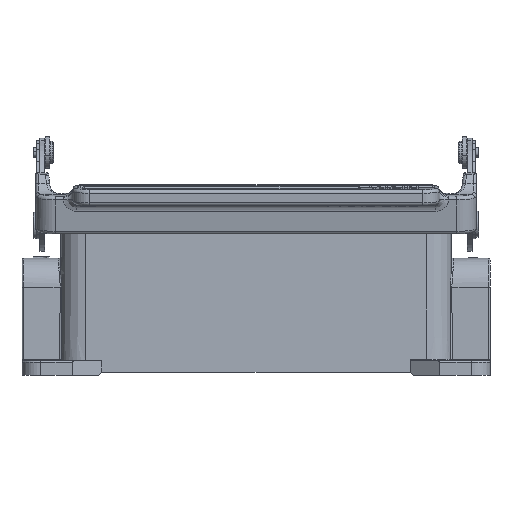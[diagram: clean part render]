
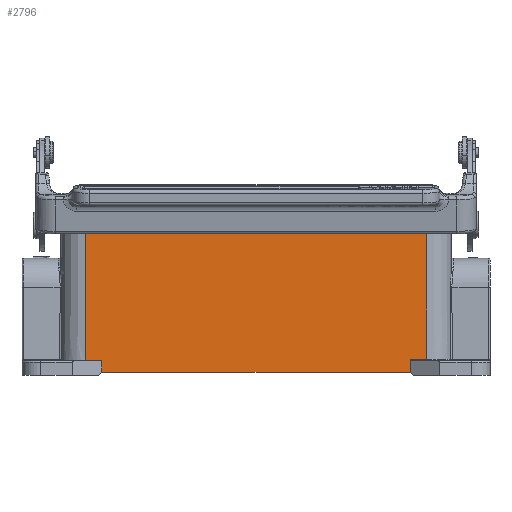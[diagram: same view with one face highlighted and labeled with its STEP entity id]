
A CAD part, left-side view. The second image highlights one B-rep face of the part: STEP entity #2796.
In plain terms, the highlighted planar face has unit normal (-1, 0, 0.009).
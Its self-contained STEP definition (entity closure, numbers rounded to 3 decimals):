
#2796=ADVANCED_FACE('',(#4716),#3969,.T.);
#3969=PLANE('',#25129);
#4716=FACE_OUTER_BOUND('',#6004,.T.);
#6004=EDGE_LOOP('',(#9866,#9867,#9868,#9869,#9870,#9871,#9872,#9873,#9874,
#9875,#9876,#9877));
#9866=ORIENTED_EDGE('',*,*,#18479,.T.);
#9867=ORIENTED_EDGE('',*,*,#18491,.T.);
#9868=ORIENTED_EDGE('',*,*,#18492,.T.);
#9869=ORIENTED_EDGE('',*,*,#18077,.T.);
#9870=ORIENTED_EDGE('',*,*,#18493,.F.);
#9871=ORIENTED_EDGE('',*,*,#18494,.T.);
#9872=ORIENTED_EDGE('',*,*,#18195,.T.);
#9873=ORIENTED_EDGE('',*,*,#18202,.F.);
#9874=ORIENTED_EDGE('',*,*,#18214,.F.);
#9875=ORIENTED_EDGE('',*,*,#18217,.T.);
#9876=ORIENTED_EDGE('',*,*,#18448,.T.);
#9877=ORIENTED_EDGE('',*,*,#18490,.T.);
#15573=VERTEX_POINT('',#33623);
#15574=VERTEX_POINT('',#33625);
#15651=VERTEX_POINT('',#34084);
#15652=VERTEX_POINT('',#34086);
#15656=VERTEX_POINT('',#34098);
#15663=VERTEX_POINT('',#34129);
#15665=VERTEX_POINT('',#34134);
#15818=VERTEX_POINT('',#34846);
#15834=VERTEX_POINT('',#35002);
#15835=VERTEX_POINT('',#35004);
#15840=VERTEX_POINT('',#35031);
#15841=VERTEX_POINT('',#35034);
#18077=EDGE_CURVE('',#15574,#15573,#21439,.T.);
#18195=EDGE_CURVE('',#15652,#15651,#21494,.T.);
#18202=EDGE_CURVE('',#15656,#15651,#21499,.T.);
#18214=EDGE_CURVE('',#15663,#15656,#21507,.T.);
#18217=EDGE_CURVE('',#15663,#15665,#21510,.T.);
#18448=EDGE_CURVE('',#15665,#15818,#21651,.T.);
#18479=EDGE_CURVE('',#15835,#15834,#21666,.T.);
#18490=EDGE_CURVE('',#15818,#15835,#21669,.T.);
#18491=EDGE_CURVE('',#15834,#15840,#21670,.T.);
#18492=EDGE_CURVE('',#15840,#15574,#21671,.T.);
#18493=EDGE_CURVE('',#15841,#15573,#21672,.T.);
#18494=EDGE_CURVE('',#15841,#15652,#21673,.T.);
#21439=LINE('',#33624,#23134);
#21494=LINE('',#34085,#23189);
#21499=LINE('',#34099,#23194);
#21507=LINE('',#34128,#23202);
#21510=LINE('',#34135,#23205);
#21651=LINE('',#34847,#23346);
#21666=LINE('',#35003,#23361);
#21669=LINE('',#35028,#23364);
#21670=LINE('',#35030,#23365);
#21671=LINE('',#35032,#23366);
#21672=LINE('',#35033,#23367);
#21673=LINE('',#35035,#23368);
#23134=VECTOR('',#27417,1.);
#23189=VECTOR('',#27632,1.);
#23194=VECTOR('',#27645,1.);
#23202=VECTOR('',#27671,1.);
#23205=VECTOR('',#27676,1.);
#23346=VECTOR('',#28059,1.);
#23361=VECTOR('',#28114,1.);
#23364=VECTOR('',#28143,1.);
#23365=VECTOR('',#28146,1.);
#23366=VECTOR('',#28147,1.);
#23367=VECTOR('',#28148,1.);
#23368=VECTOR('',#28149,1.);
#25129=AXIS2_PLACEMENT_3D('',#35036,#28150,#28151);
#27417=DIRECTION('',(0.,1.,0.));
#27632=DIRECTION('',(-0.009,0.,-1.));
#27645=DIRECTION('',(0.,1.,0.));
#27671=DIRECTION('',(0.009,0.,1.));
#27676=DIRECTION('',(0.,-1.,0.));
#28059=DIRECTION('',(0.009,0.,1.));
#28114=DIRECTION('',(0.009,0.,1.));
#28143=DIRECTION('',(0.,-1.,0.));
#28146=DIRECTION('',(0.,1.,0.));
#28147=DIRECTION('',(-0.009,0.,-1.));
#28148=DIRECTION('',(-0.009,0.,-1.));
#28149=DIRECTION('',(0.,1.,0.));
#28150=DIRECTION('',(-1.,0.,0.009));
#28151=DIRECTION('',(0.,1.,0.));
#33623=CARTESIAN_POINT('',(-21.526,1.6,48.));
#33624=CARTESIAN_POINT('',(-21.526,-1.6,48.));
#33625=CARTESIAN_POINT('',(-21.526,-1.6,48.));
#34084=CARTESIAN_POINT('',(-21.906,52.5,4.5));
#34085=CARTESIAN_POINT('',(-21.5,52.5,51.));
#34086=CARTESIAN_POINT('',(-21.5,52.5,51.));
#34098=CARTESIAN_POINT('',(-21.906,47.5,4.5));
#34099=CARTESIAN_POINT('',(-21.906,47.5,4.5));
#34128=CARTESIAN_POINT('',(-21.936,47.5,1.));
#34129=CARTESIAN_POINT('',(-21.936,47.5,1.));
#34134=CARTESIAN_POINT('',(-21.936,-47.5,1.));
#34135=CARTESIAN_POINT('',(-21.936,47.5,1.));
#34846=CARTESIAN_POINT('',(-21.901,-47.5,4.996));
#34847=CARTESIAN_POINT('',(-21.936,-47.5,1.));
#35002=CARTESIAN_POINT('',(-21.5,-52.5,51.));
#35003=CARTESIAN_POINT('',(-21.901,-52.5,4.996));
#35004=CARTESIAN_POINT('',(-21.901,-52.5,4.996));
#35028=CARTESIAN_POINT('',(-21.901,-47.5,4.996));
#35030=CARTESIAN_POINT('',(-21.5,-52.5,51.));
#35031=CARTESIAN_POINT('',(-21.5,-1.6,51.));
#35032=CARTESIAN_POINT('',(-21.5,-1.6,51.));
#35033=CARTESIAN_POINT('',(-21.5,1.6,51.));
#35034=CARTESIAN_POINT('',(-21.5,1.6,51.));
#35035=CARTESIAN_POINT('',(-21.5,1.6,51.));
#35036=CARTESIAN_POINT('',(-21.5,55.148,51.));
